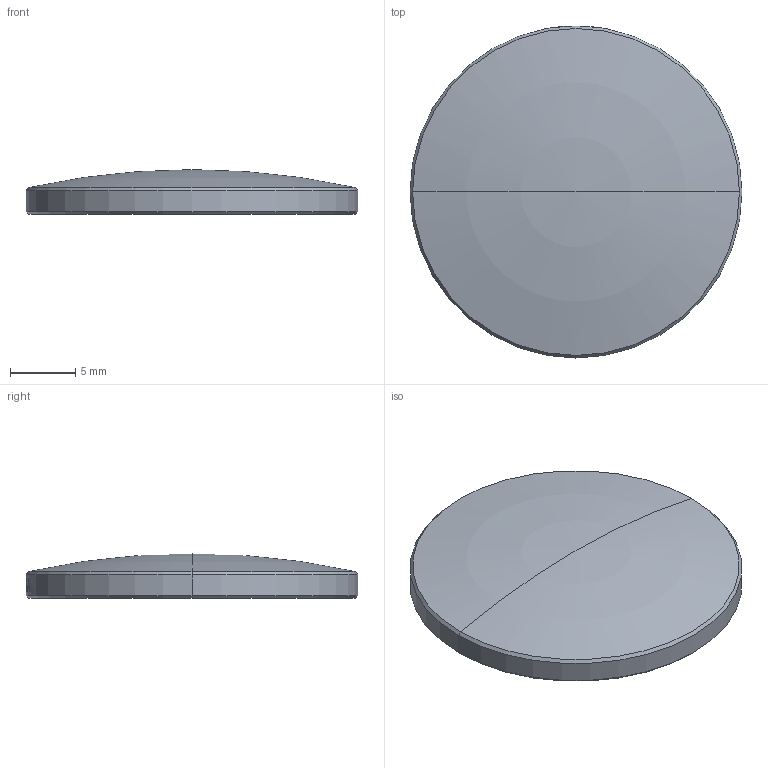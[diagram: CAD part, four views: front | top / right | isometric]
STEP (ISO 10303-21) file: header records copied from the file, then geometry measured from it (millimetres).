
FILE_DESCRIPTION (( 'STEP AP214' ), '1' );
FILE_NAME ('CTN017532-E0W.STEP', '2021-08-30T05:27:05', ( '' ), ( '' ), 'SwSTEP 2.0', 'SolidWorks 2018', '' );
FILE_SCHEMA (( 'AUTOMOTIVE_DESIGN' ));
Length unit declared in the file: millimetre
Products named in the file (2): CTN017532-E0W; CTN017560
Assembly tree (1 placements, depth 2):
  CTN017532-E0W
    CTN017560
Bounding box: 25.4 x 25.4 x 3.42 mm (x, y, z)
Volume: 1371.5 mm3; surface area: 1162.9 mm2
Topology: 1 solids, 1 shells, 21 faces, 112 edges, 103 vertices
Faces by surface type: cylinder 14, cone 4, torus 2, plane 1
Entity records: 1735 total; most frequent: CARTESIAN_POINT 816, ORIENTED_EDGE 220, DIRECTION 134, EDGE_CURVE 110, VERTEX_POINT 103, B_SPLINE_CURVE_WITH_KNOTS 59, AXIS2_PLACEMENT_3D 58, CIRCLE 33
